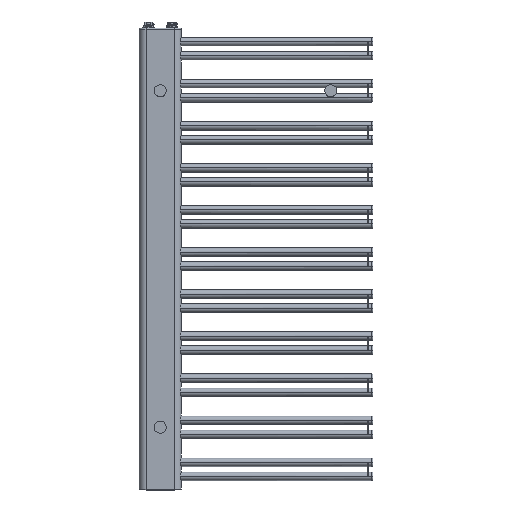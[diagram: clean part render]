
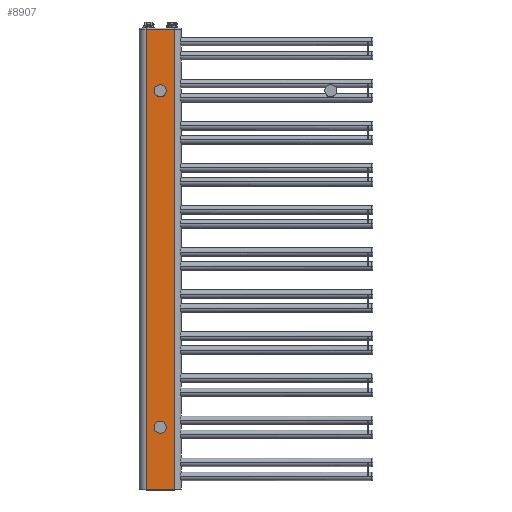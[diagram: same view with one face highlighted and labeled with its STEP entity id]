
A CAD part, top view. The second image highlights one B-rep face of the part: STEP entity #8907.
In plain terms, the highlighted planar face has unit normal (0, 0, 1).
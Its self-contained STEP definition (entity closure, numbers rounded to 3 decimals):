
#4969=DIRECTION('',(0.,1.,0.));
#4970=VECTOR('',#4969,984.4);
#4971=CARTESIAN_POINT('',(75.,2.,15.));
#4972=LINE('',#4971,#4970);
#6348=DIRECTION('',(1.,0.,0.));
#6349=VECTOR('',#6348,60.);
#6350=CARTESIAN_POINT('',(15.,986.4,15.));
#6351=LINE('',#6350,#6349);
#6355=DIRECTION('',(-1.,0.,0.));
#6356=VECTOR('',#6355,60.);
#6357=CARTESIAN_POINT('',(75.,2.,15.));
#6358=LINE('',#6357,#6356);
#6362=DIRECTION('',(0.,1.,0.));
#6363=VECTOR('',#6362,984.4);
#6364=CARTESIAN_POINT('',(15.,2.,15.));
#6365=LINE('',#6364,#6363);
#6369=CARTESIAN_POINT('',(45.,854.2,15.));
#6370=DIRECTION('',(0.,0.,1.));
#6371=DIRECTION('',(1.,0.,0.));
#6372=AXIS2_PLACEMENT_3D('',#6369,#6370,#6371);
#6377=CARTESIAN_POINT('',(45.,854.2,15.));
#6378=DIRECTION('',(0.,0.,1.));
#6379=DIRECTION('',(-1.,0.,0.));
#6380=AXIS2_PLACEMENT_3D('',#6377,#6378,#6379);
#6385=CARTESIAN_POINT('',(45.,134.2,15.));
#6386=DIRECTION('',(0.,0.,1.));
#6387=DIRECTION('',(1.,0.,0.));
#6388=AXIS2_PLACEMENT_3D('',#6385,#6386,#6387);
#6393=CARTESIAN_POINT('',(45.,134.2,15.));
#6394=DIRECTION('',(0.,0.,1.));
#6395=DIRECTION('',(-1.,0.,0.));
#6396=AXIS2_PLACEMENT_3D('',#6393,#6394,#6395);
#6885=CARTESIAN_POINT('',(15.,986.4,15.));
#6886=VERTEX_POINT('',#6885);
#6889=CARTESIAN_POINT('',(75.,986.4,15.));
#6890=VERTEX_POINT('',#6889);
#6895=CARTESIAN_POINT('',(75.,2.,15.));
#6896=CARTESIAN_POINT('',(15.,2.,15.));
#6897=VERTEX_POINT('',#6895);
#6898=VERTEX_POINT('',#6896);
#6939=CARTESIAN_POINT('',(54.75,854.2,15.));
#6940=CARTESIAN_POINT('',(35.25,854.2,15.));
#6941=VERTEX_POINT('',#6939);
#6942=VERTEX_POINT('',#6940);
#6943=CARTESIAN_POINT('',(54.75,134.2,15.));
#6944=CARTESIAN_POINT('',(35.25,134.2,15.));
#6945=VERTEX_POINT('',#6943);
#6946=VERTEX_POINT('',#6944);
#8882=CARTESIAN_POINT('',(15.,0.,15.));
#8883=DIRECTION('',(0.,0.,1.));
#8884=DIRECTION('',(1.,0.,0.));
#8885=AXIS2_PLACEMENT_3D('',#8882,#8883,#8884);
#8886=PLANE('',#8885);
#8887=ORIENTED_EDGE('',*,*,#8876,.T.);
#8888=ORIENTED_EDGE('',*,*,#7305,.F.);
#8890=ORIENTED_EDGE('',*,*,#8889,.T.);
#8892=ORIENTED_EDGE('',*,*,#8891,.T.);
#8893=EDGE_LOOP('',(#8887,#8888,#8890,#8892));
#8894=FACE_OUTER_BOUND('',#8893,.F.);
#8896=ORIENTED_EDGE('',*,*,#8895,.T.);
#8898=ORIENTED_EDGE('',*,*,#8897,.T.);
#8899=EDGE_LOOP('',(#8896,#8898));
#8900=FACE_BOUND('',#8899,.F.);
#8902=ORIENTED_EDGE('',*,*,#8901,.T.);
#8904=ORIENTED_EDGE('',*,*,#8903,.T.);
#8905=EDGE_LOOP('',(#8902,#8904));
#8906=FACE_BOUND('',#8905,.F.);
#6373=CIRCLE('',#6372,9.75);
#6381=CIRCLE('',#6380,9.75);
#6389=CIRCLE('',#6388,9.75);
#6397=CIRCLE('',#6396,9.75);
#7305=EDGE_CURVE('',#6897,#6890,#4972,.T.);
#8876=EDGE_CURVE('',#6886,#6890,#6351,.T.);
#8889=EDGE_CURVE('',#6897,#6898,#6358,.T.);
#8891=EDGE_CURVE('',#6898,#6886,#6365,.T.);
#8895=EDGE_CURVE('',#6941,#6942,#6373,.T.);
#8897=EDGE_CURVE('',#6942,#6941,#6381,.T.);
#8901=EDGE_CURVE('',#6945,#6946,#6389,.T.);
#8903=EDGE_CURVE('',#6946,#6945,#6397,.T.);
#8907=ADVANCED_FACE('',(#8894,#8900,#8906),#8886,.T.);
